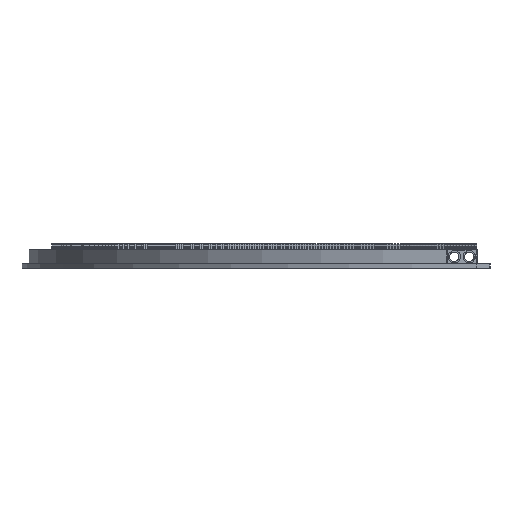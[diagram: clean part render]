
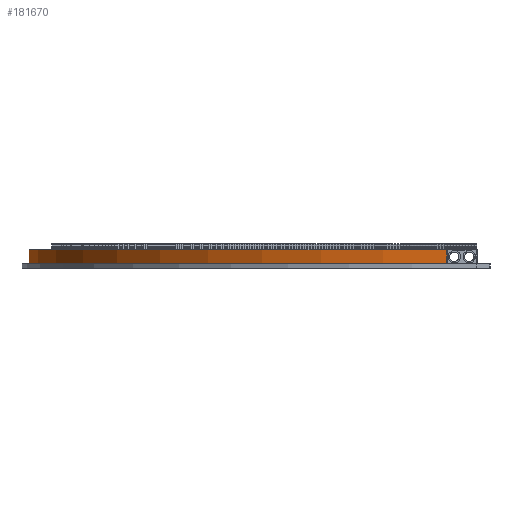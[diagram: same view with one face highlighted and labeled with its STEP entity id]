
A CAD part, left-side view. The second image highlights one B-rep face of the part: STEP entity #181670.
In plain terms, the highlighted cylindrical face has radius 239.9 mm (diameter 479.8 mm), a partial arc.
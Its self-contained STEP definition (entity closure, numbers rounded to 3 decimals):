
#329 = PLANE('',#330);
#330 = AXIS2_PLACEMENT_3D('',#331,#332,#333);
#331 = CARTESIAN_POINT('',(-40.342,40.342,3.4));
#332 = DIRECTION('',(-0.,0.,-1.));
#333 = DIRECTION('',(0.707,0.707,0.));
#65752 = VERTEX_POINT('',#65753);
#65753 = CARTESIAN_POINT('',(-121.316,-102.05,3.4));
#65767 = PLANE('',#65768);
#65768 = AXIS2_PLACEMENT_3D('',#65769,#65770,#65771);
#65769 = CARTESIAN_POINT('',(-73.95,-102.05,-4.4));
#65770 = DIRECTION('',(0.,1.,0.));
#65771 = DIRECTION('',(0.,0.,1.));
#65779 = EDGE_CURVE('',#65752,#65780,#65782,.T.);
#65780 = VERTEX_POINT('',#65781);
#65781 = CARTESIAN_POINT('',(102.05,121.316,3.4));
#65782 = SURFACE_CURVE('',#65783,(#65788,#65795),.PCURVE_S1.);
#65783 = CIRCLE('',#65784,239.9);
#65784 = AXIS2_PLACEMENT_3D('',#65785,#65786,#65787);
#65785 = CARTESIAN_POINT('',(118.05,-118.05,3.4));
#65786 = DIRECTION('',(-0.,0.,-1.));
#65787 = DIRECTION('',(-1.,0.,0.));
#65788 = PCURVE('',#329,#65789);
#65789 = DEFINITIONAL_REPRESENTATION('',(#65790),#65794);
#65790 = CIRCLE('',#65791,239.9);
#65791 = AXIS2_PLACEMENT_2D('',#65792,#65793);
#65792 = CARTESIAN_POINT('',(0.,224.));
#65793 = DIRECTION('',(-0.707,-0.707));
#65794 = ( GEOMETRIC_REPRESENTATION_CONTEXT(2) 
PARAMETRIC_REPRESENTATION_CONTEXT() REPRESENTATION_CONTEXT('2D SPACE',''
  ) );
#65795 = PCURVE('',#65796,#65801);
#65796 = CYLINDRICAL_SURFACE('',#65797,239.9);
#65797 = AXIS2_PLACEMENT_3D('',#65798,#65799,#65800);
#65798 = CARTESIAN_POINT('',(118.05,-118.05,-4.4));
#65799 = DIRECTION('',(0.,-0.,1.));
#65800 = DIRECTION('',(-1.,0.,0.));
#65801 = DEFINITIONAL_REPRESENTATION('',(#65802),#65806);
#65802 = LINE('',#65803,#65804);
#65803 = CARTESIAN_POINT('',(-0.,7.8));
#65804 = VECTOR('',#65805,1.);
#65805 = DIRECTION('',(-1.,0.));
#65806 = ( GEOMETRIC_REPRESENTATION_CONTEXT(2) 
PARAMETRIC_REPRESENTATION_CONTEXT() REPRESENTATION_CONTEXT('2D SPACE',''
  ) );
#65824 = PLANE('',#65825);
#65825 = AXIS2_PLACEMENT_3D('',#65826,#65827,#65828);
#65826 = CARTESIAN_POINT('',(102.05,137.95,-4.4));
#65827 = DIRECTION('',(-1.,0.,0.));
#65828 = DIRECTION('',(0.,0.,1.));
#181626 = VERTEX_POINT('',#181627);
#181627 = CARTESIAN_POINT('',(102.05,121.316,-4.));
#181650 = EDGE_CURVE('',#181626,#65780,#181651,.T.);
#181651 = SURFACE_CURVE('',#181652,(#181656,#181663),.PCURVE_S1.);
#181652 = LINE('',#181653,#181654);
#181653 = CARTESIAN_POINT('',(102.05,121.316,-4.4));
#181654 = VECTOR('',#181655,1.);
#181655 = DIRECTION('',(0.,-0.,1.));
#181656 = PCURVE('',#65824,#181657);
#181657 = DEFINITIONAL_REPRESENTATION('',(#181658),#181662);
#181658 = LINE('',#181659,#181660);
#181659 = CARTESIAN_POINT('',(0.,-16.634));
#181660 = VECTOR('',#181661,1.);
#181661 = DIRECTION('',(1.,0.));
#181662 = ( GEOMETRIC_REPRESENTATION_CONTEXT(2) 
PARAMETRIC_REPRESENTATION_CONTEXT() REPRESENTATION_CONTEXT('2D SPACE',''
  ) );
#181663 = PCURVE('',#65796,#181664);
#181664 = DEFINITIONAL_REPRESENTATION('',(#181665),#181669);
#181665 = LINE('',#181666,#181667);
#181666 = CARTESIAN_POINT('',(-1.504,0.));
#181667 = VECTOR('',#181668,1.);
#181668 = DIRECTION('',(-0.,1.));
#181669 = ( GEOMETRIC_REPRESENTATION_CONTEXT(2) 
PARAMETRIC_REPRESENTATION_CONTEXT() REPRESENTATION_CONTEXT('2D SPACE',''
  ) );
#181670 = ADVANCED_FACE('',(#181671),#65796,.T.);
#181671 = FACE_BOUND('',#181672,.F.);
#181672 = EDGE_LOOP('',(#181673,#181696,#181723,#181724));
#181673 = ORIENTED_EDGE('',*,*,#181674,.F.);
#181674 = EDGE_CURVE('',#181675,#65752,#181677,.T.);
#181675 = VERTEX_POINT('',#181676);
#181676 = CARTESIAN_POINT('',(-121.316,-102.05,-4.));
#181677 = SURFACE_CURVE('',#181678,(#181682,#181689),.PCURVE_S1.);
#181678 = LINE('',#181679,#181680);
#181679 = CARTESIAN_POINT('',(-121.316,-102.05,-4.4));
#181680 = VECTOR('',#181681,1.);
#181681 = DIRECTION('',(0.,-0.,1.));
#181682 = PCURVE('',#65796,#181683);
#181683 = DEFINITIONAL_REPRESENTATION('',(#181684),#181688);
#181684 = LINE('',#181685,#181686);
#181685 = CARTESIAN_POINT('',(-0.067,0.));
#181686 = VECTOR('',#181687,1.);
#181687 = DIRECTION('',(-0.,1.));
#181688 = ( GEOMETRIC_REPRESENTATION_CONTEXT(2) 
PARAMETRIC_REPRESENTATION_CONTEXT() REPRESENTATION_CONTEXT('2D SPACE',''
  ) );
#181689 = PCURVE('',#65767,#181690);
#181690 = DEFINITIONAL_REPRESENTATION('',(#181691),#181695);
#181691 = LINE('',#181692,#181693);
#181692 = CARTESIAN_POINT('',(0.,-47.366));
#181693 = VECTOR('',#181694,1.);
#181694 = DIRECTION('',(1.,0.));
#181695 = ( GEOMETRIC_REPRESENTATION_CONTEXT(2) 
PARAMETRIC_REPRESENTATION_CONTEXT() REPRESENTATION_CONTEXT('2D SPACE',''
  ) );
#181696 = ORIENTED_EDGE('',*,*,#181697,.T.);
#181697 = EDGE_CURVE('',#181675,#181626,#181698,.T.);
#181698 = SURFACE_CURVE('',#181699,(#181704,#181711),.PCURVE_S1.);
#181699 = CIRCLE('',#181700,239.9);
#181700 = AXIS2_PLACEMENT_3D('',#181701,#181702,#181703);
#181701 = CARTESIAN_POINT('',(118.05,-118.05,-4.));
#181702 = DIRECTION('',(0.,0.,-1.));
#181703 = DIRECTION('',(-0.998,0.067,0.));
#181704 = PCURVE('',#65796,#181705);
#181705 = DEFINITIONAL_REPRESENTATION('',(#181706),#181710);
#181706 = LINE('',#181707,#181708);
#181707 = CARTESIAN_POINT('',(-0.067,0.4));
#181708 = VECTOR('',#181709,1.);
#181709 = DIRECTION('',(-1.,0.));
#181710 = ( GEOMETRIC_REPRESENTATION_CONTEXT(2) 
PARAMETRIC_REPRESENTATION_CONTEXT() REPRESENTATION_CONTEXT('2D SPACE',''
  ) );
#181711 = PCURVE('',#181712,#181717);
#181712 = CONICAL_SURFACE('',#181713,239.9,0.785);
#181713 = AXIS2_PLACEMENT_3D('',#181714,#181715,#181716);
#181714 = CARTESIAN_POINT('',(118.05,-118.05,-4.));
#181715 = DIRECTION('',(0.,-0.,1.));
#181716 = DIRECTION('',(-0.998,0.067,0.));
#181717 = DEFINITIONAL_REPRESENTATION('',(#181718),#181722);
#181718 = LINE('',#181719,#181720);
#181719 = CARTESIAN_POINT('',(-0.,0.));
#181720 = VECTOR('',#181721,1.);
#181721 = DIRECTION('',(-1.,0.));
#181722 = ( GEOMETRIC_REPRESENTATION_CONTEXT(2) 
PARAMETRIC_REPRESENTATION_CONTEXT() REPRESENTATION_CONTEXT('2D SPACE',''
  ) );
#181723 = ORIENTED_EDGE('',*,*,#181650,.T.);
#181724 = ORIENTED_EDGE('',*,*,#65779,.F.);
